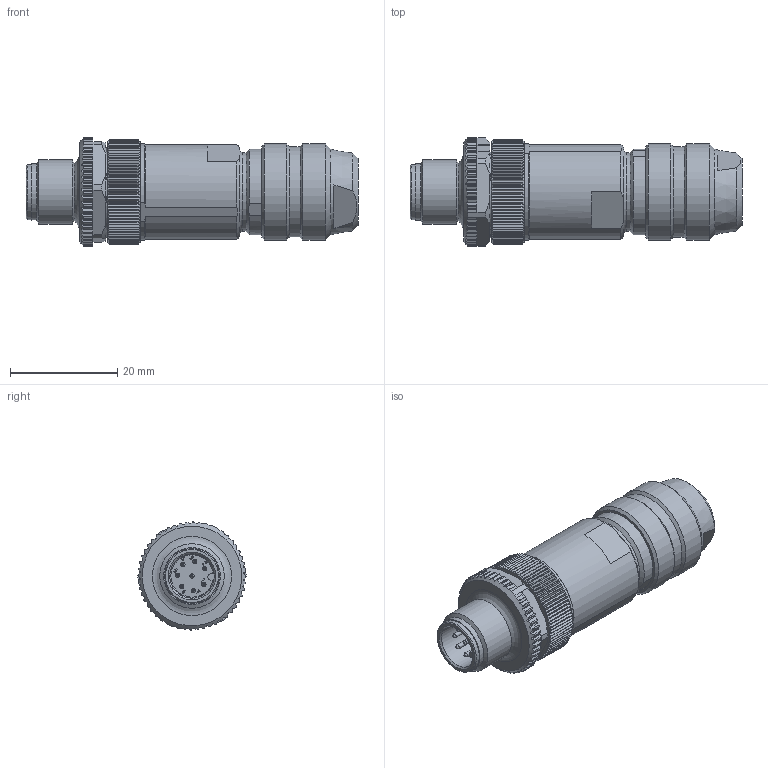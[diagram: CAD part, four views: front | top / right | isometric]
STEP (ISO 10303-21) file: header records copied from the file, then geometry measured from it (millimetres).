
FILE_DESCRIPTION(/* description */ (''),/* implementation_level */ '2;1');
FILE_NAME(/* name */ 'WASCS8K.stp',/* time_stamp */ '2016-06-21T10:56:40+02:00',/* author */ (''),/* organization */ (''),/* preprocessor_version */ 'ST-DEVELOPER v16',/* originating_system */ 'SIEMENS PLM Software NX 10.0',/* authorisation */ '');
FILE_SCHEMA (('AUTOMOTIVE_DESIGN { 1 0 10303 214 3 1 1 1 }'));
Length unit declared in the file: millimetre
Products named in the file (1): cerl17E075FC1na3
Bounding box: 62 x 20.2 x 20.2 mm (x, y, z)
Volume: 13239.1 mm3; surface area: 4646.5 mm2
Topology: 1 solids, 1 shells, 874 faces, 2135 edges, 1285 vertices
Faces by surface type: plane 373, cylinder 225, cone 219, extrusion 33, bspline 22, torus 2
Full cylindrical faces by diameter (mm): 0.8 x8, 8.3 x1, 10.3 x1, 10.6 x1, 12 x1, 14.8 x1, 17 x1, 18 x2
Entity records: 28882 total; most frequent: CARTESIAN_POINT 9837, ORIENTED_EDGE 4152, DIRECTION 3601, EDGE_CURVE 2076, AXIS2_PLACEMENT_3D 1407, VERTEX_POINT 1267, EDGE_LOOP 941, ADVANCED_FACE 872
